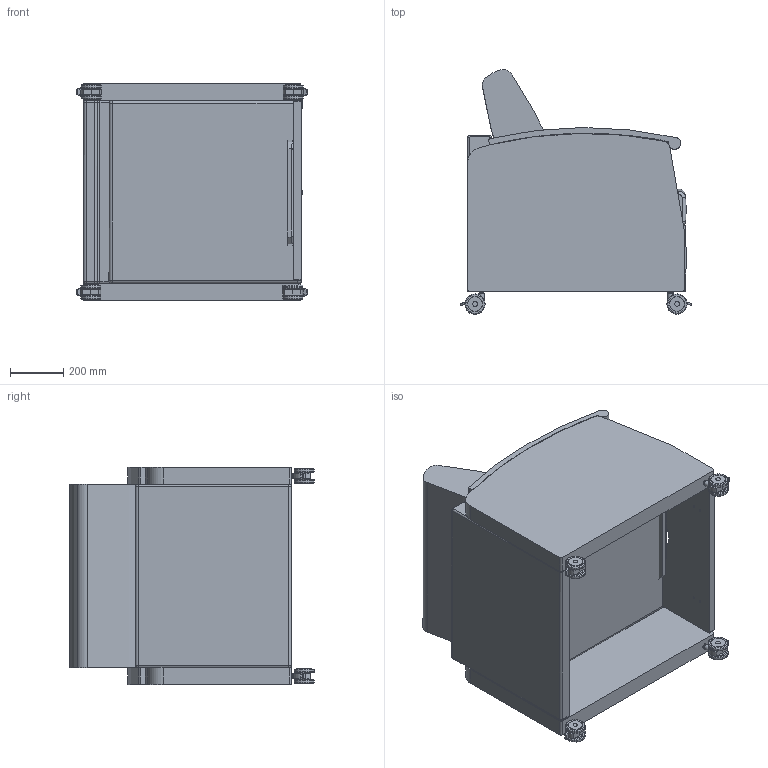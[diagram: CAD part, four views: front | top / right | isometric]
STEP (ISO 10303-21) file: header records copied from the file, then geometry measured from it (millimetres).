
FILE_DESCRIPTION(/* description */ (''),/* implementation_level */ '2;1');
FILE_NAME(/* name */ 'L1700W sitting.stp',/* time_stamp */ '2017-02-06T12:59:04-05:00',/* author */ ('emerkel'),/* organization */ (''),/* preprocessor_version */ 'ST-DEVELOPER v16.5',/* originating_system */ 'Autodesk Inventor 2017',/* authorisation */ '');
FILE_SCHEMA (('AUTOMOTIVE_DESIGN { 1 0 10303 214 3 1 1 }'));
Length unit declared in the file: inch
Products named in the file (15): F0700U sitting; E0800 UARM L; E0800 UARM R; UFBACK E0700; UOBACK E0700; UPOUT 0700; USEAT 0700; CAST COL 3"LC; CAST COL LOCK; CAST COL 3IN CENTER; CAST COL 3IN WHEEL; CAST COL 3IN INNER WHEEL; CSTR STEM 1.5C; USEATX 0700; FL1010-1 MAC BLK-A
Assembly tree (20 placements, depth 3):
  F0700U sitting
    E0800 UARM L
    E0800 UARM R
    UFBACK E0700
    UOBACK E0700
    UPOUT 0700
    USEAT 0700
    CAST COL 3"LC  x4
      CAST COL 3IN WHEEL
      CAST COL LOCK
      CAST COL 3IN CENTER
      CAST COL 3IN INNER WHEEL
      CSTR STEM 1.5C
    USEATX 0700
    FL1010-1 MAC BLK-A  x2
Bounding box: 866.42 x 915.18 x 813.44 mm (x, y, z)
Volume: 256698684 mm3; surface area: 7435081.3 mm2
Topology: 37 solids, 37 shells, 758 faces, 1632 edges, 1010 vertices
Faces by surface type: cylinder 309, plane 221, torus 154, sphere 46, bspline 16, cone 12
Full cylindrical faces by diameter (mm): 4.366 x10, 7.938 x11, 8.89 x4, 9.525 x4, 10.998 x4, 17.462 x4, 17.475 x4, 17.526 x8, 20.747 x4, 55.88 x8, 55.956 x8, 75.006 x8
Entity records: 9430 total; most frequent: CARTESIAN_POINT 2398, DIRECTION 1498, ORIENTED_EDGE 1254, EDGE_CURVE 627, AXIS2_PLACEMENT_3D 614, VERTEX_POINT 415, EDGE_LOOP 370, FACE_OUTER_BOUND 299
